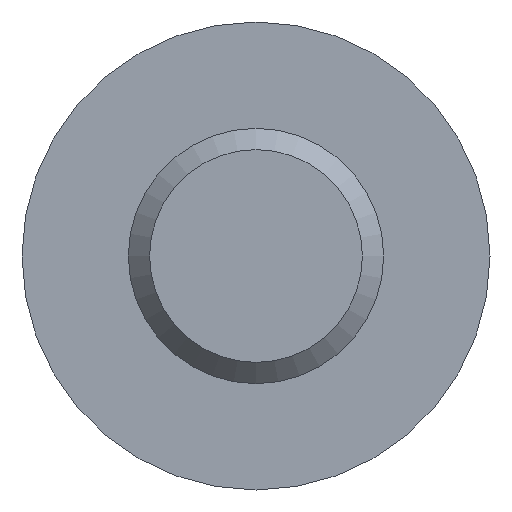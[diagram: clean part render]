
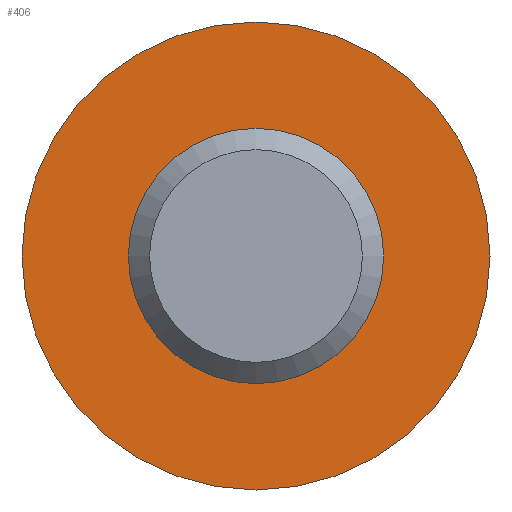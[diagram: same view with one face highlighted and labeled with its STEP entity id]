
A CAD part, front view. The second image highlights one B-rep face of the part: STEP entity #406.
In plain terms, the highlighted planar face has unit normal (0, -1, 0).
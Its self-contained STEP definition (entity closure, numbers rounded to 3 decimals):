
#91 = DIRECTION ( 'NONE',  ( 0., 0., -1. ) ) ;
#111 = DIRECTION ( 'NONE',  ( 0., 1., 0. ) ) ;
#151 = FACE_OUTER_BOUND ( 'NONE', #178, .T. ) ;
#168 = CARTESIAN_POINT ( 'NONE',  ( 0., 6., -2.75 ) ) ;
#177 = DIRECTION ( 'NONE',  ( 0., -1., 0. ) ) ;
#178 = EDGE_LOOP ( 'NONE', ( #393 ) ) ;
#183 = FACE_BOUND ( 'NONE', #331, .T. ) ;
#187 = CIRCLE ( 'NONE', #504, 2.75 ) ;
#217 = DIRECTION ( 'NONE',  ( 0., -1., 0. ) ) ;
#230 = ORIENTED_EDGE ( 'NONE', *, *, #352, .F. ) ;
#243 = EDGE_CURVE ( 'NONE', #482, #482, #187, .T. ) ;
#250 = CARTESIAN_POINT ( 'NONE',  ( 0., 6., 0. ) ) ;
#275 = AXIS2_PLACEMENT_3D ( 'NONE', #330, #177, #327 ) ;
#277 = CARTESIAN_POINT ( 'NONE',  ( 0., 6., -1.5 ) ) ;
#314 = VERTEX_POINT ( 'NONE', #277 ) ;
#327 = DIRECTION ( 'NONE',  ( 0., 0., -1. ) ) ;
#330 = CARTESIAN_POINT ( 'NONE',  ( 0., 6., 0. ) ) ;
#331 = EDGE_LOOP ( 'NONE', ( #230 ) ) ;
#344 = DIRECTION ( 'NONE',  ( 0., 0., 1. ) ) ;
#352 = EDGE_CURVE ( 'NONE', #314, #314, #512, .T. ) ;
#385 = CARTESIAN_POINT ( 'NONE',  ( -1.5, 6., 0. ) ) ;
#393 = ORIENTED_EDGE ( 'NONE', *, *, #243, .T. ) ;
#406 = ADVANCED_FACE ( 'NONE', ( #183, #151 ), #427, .F. ) ;
#427 = PLANE ( 'NONE',  #483 ) ;
#482 = VERTEX_POINT ( 'NONE', #168 ) ;
#483 = AXIS2_PLACEMENT_3D ( 'NONE', #385, #111, #344 ) ;
#504 = AXIS2_PLACEMENT_3D ( 'NONE', #250, #217, #91 ) ;
#512 = CIRCLE ( 'NONE', #275, 1.5 ) ;
